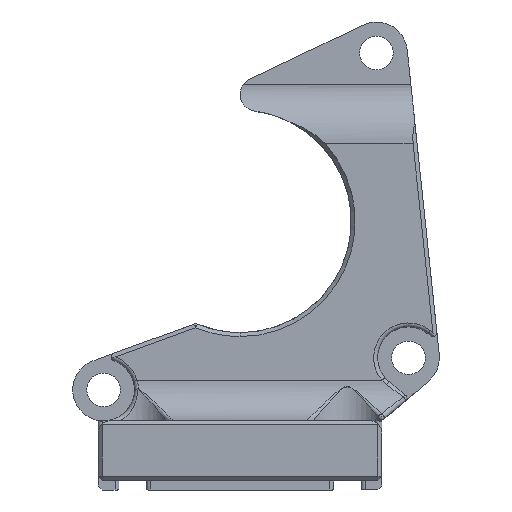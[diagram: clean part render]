
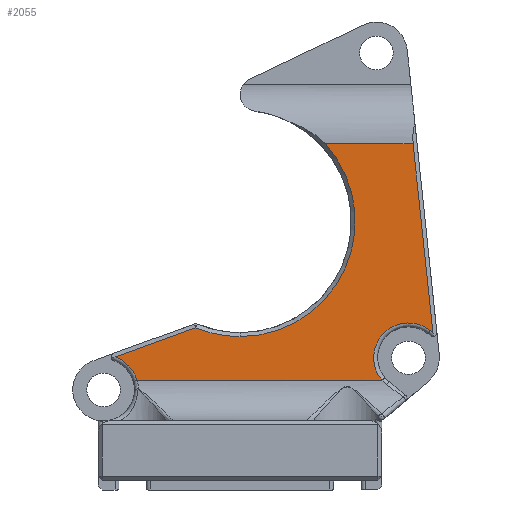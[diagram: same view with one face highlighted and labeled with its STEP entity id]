
A CAD part, front view. The second image highlights one B-rep face of the part: STEP entity #2055.
In plain terms, the highlighted face is planar.
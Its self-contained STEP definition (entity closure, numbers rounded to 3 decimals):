
#58 = CARTESIAN_POINT ( 'NONE',  ( 0., 8.51, 10.25 ) ) ;
#99 = CARTESIAN_POINT ( 'NONE',  ( 8.617, 28., 10.25 ) ) ;
#126 = ORIENTED_EDGE ( 'NONE', *, *, #2899, .T. ) ;
#157 = DIRECTION ( 'NONE',  ( 0., 0., -1. ) ) ;
#214 = ORIENTED_EDGE ( 'NONE', *, *, #4681, .T. ) ;
#288 = DIRECTION ( 'NONE',  ( 0., 0., 1. ) ) ;
#307 = ORIENTED_EDGE ( 'NONE', *, *, #768, .T. ) ;
#370 = DIRECTION ( 'NONE',  ( 0., -1., 0. ) ) ;
#517 = CARTESIAN_POINT ( 'NONE',  ( 0., 20.16, 10.25 ) ) ;
#591 = DIRECTION ( 'NONE',  ( -0.94, -0.342, 0. ) ) ;
#640 = LINE ( 'NONE', #2177, #4087 ) ;
#665 = VERTEX_POINT ( 'NONE', #1924 ) ;
#695 = VERTEX_POINT ( 'NONE', #922 ) ;
#734 = AXIS2_PLACEMENT_3D ( 'NONE', #2103, #288, #2520 ) ;
#768 = EDGE_CURVE ( 'NONE', #934, #4738, #3296, .T. ) ;
#922 = CARTESIAN_POINT ( 'NONE',  ( 17.501, 28., 10.25 ) ) ;
#934 = VERTEX_POINT ( 'NONE', #99 ) ;
#1105 = CARTESIAN_POINT ( 'NONE',  ( 19.254, 9.105, 10.25 ) ) ;
#1201 = VERTEX_POINT ( 'NONE', #1720 ) ;
#1459 = EDGE_CURVE ( 'NONE', #4738, #1201, #3373, .T. ) ;
#1493 = EDGE_CURVE ( 'NONE', #1955, #3363, #2964, .T. ) ;
#1515 = DIRECTION ( 'NONE',  ( 0., -1., 0. ) ) ;
#1543 = DIRECTION ( 'NONE',  ( 0., 0., -1. ) ) ;
#1652 = LINE ( 'NONE', #3886, #2588 ) ;
#1659 = ORIENTED_EDGE ( 'NONE', *, *, #4833, .F. ) ;
#1720 = CARTESIAN_POINT ( 'NONE',  ( -4.492, 9.411, 10.25 ) ) ;
#1759 = ORIENTED_EDGE ( 'NONE', *, *, #1493, .T. ) ;
#1789 = LINE ( 'NONE', #3710, #3923 ) ;
#1812 = LINE ( 'NONE', #4783, #3913 ) ;
#1877 = CIRCLE ( 'NONE', #4399, 3.525 ) ;
#1924 = CARTESIAN_POINT ( 'NONE',  ( 19.509, 8.898, 10.25 ) ) ;
#1955 = VERTEX_POINT ( 'NONE', #2023 ) ;
#2014 = CARTESIAN_POINT ( 'NONE',  ( 14.349, 4.083, 10.25 ) ) ;
#2023 = CARTESIAN_POINT ( 'NONE',  ( -12.626, 6.45, 10.25 ) ) ;
#2055 = ADVANCED_FACE ( 'NONE', ( #2425 ), #3576, .T. ) ;
#2091 = AXIS2_PLACEMENT_3D ( 'NONE', #2268, #3702, #4513 ) ;
#2103 = CARTESIAN_POINT ( 'NONE',  ( -16.92, 0., 10.25 ) ) ;
#2177 = CARTESIAN_POINT ( 'NONE',  ( -12.626, 6.45, 10.25 ) ) ;
#2178 = CARTESIAN_POINT ( 'NONE',  ( -16.92, 28., 10.25 ) ) ;
#2267 = CARTESIAN_POINT ( 'NONE',  ( -10.403, 4.083, 10.25 ) ) ;
#2268 = CARTESIAN_POINT ( 'NONE',  ( -13.795, 3.125, 10.25 ) ) ;
#2425 = FACE_OUTER_BOUND ( 'NONE', #4020, .T. ) ;
#2520 = DIRECTION ( 'NONE',  ( 0., -1., 0. ) ) ;
#2588 = VECTOR ( 'NONE', #3541, 1000. ) ;
#2634 = AXIS2_PLACEMENT_3D ( 'NONE', #3432, #4900, #3044 ) ;
#2821 = VECTOR ( 'NONE', #3688, 1000. ) ;
#2878 = AXIS2_PLACEMENT_3D ( 'NONE', #517, #157, #370 ) ;
#2899 = EDGE_CURVE ( 'NONE', #665, #695, #1812, .T. ) ;
#2912 = DIRECTION ( 'NONE',  ( 1., 0., 0. ) ) ;
#2964 = CIRCLE ( 'NONE', #2091, 3.525 ) ;
#3044 = DIRECTION ( 'NONE',  ( 0., -1., 0. ) ) ;
#3089 = CARTESIAN_POINT ( 'NONE',  ( 17.035, 6.365, 10.25 ) ) ;
#3296 = CIRCLE ( 'NONE', #2878, 11.65 ) ;
#3363 = VERTEX_POINT ( 'NONE', #2267 ) ;
#3373 = CIRCLE ( 'NONE', #2634, 11.65 ) ;
#3432 = CARTESIAN_POINT ( 'NONE',  ( 0., 20.16, 10.25 ) ) ;
#3541 = DIRECTION ( 'NONE',  ( 0.777, -0.629, 0. ) ) ;
#3576 = PLANE ( 'NONE',  #734 ) ;
#3679 = VERTEX_POINT ( 'NONE', #2014 ) ;
#3683 = ORIENTED_EDGE ( 'NONE', *, *, #4013, .T. ) ;
#3688 = DIRECTION ( 'NONE',  ( 1., 0., 0. ) ) ;
#3702 = DIRECTION ( 'NONE',  ( 0., 0., -1. ) ) ;
#3710 = CARTESIAN_POINT ( 'NONE',  ( -16.92, 4.083, 10.25 ) ) ;
#3767 = ORIENTED_EDGE ( 'NONE', *, *, #3827, .T. ) ;
#3781 = LINE ( 'NONE', #2178, #2821 ) ;
#3827 = EDGE_CURVE ( 'NONE', #1201, #1955, #640, .T. ) ;
#3886 = CARTESIAN_POINT ( 'NONE',  ( 1.859, 23.19, 10.25 ) ) ;
#3913 = VECTOR ( 'NONE', #4435, 1000. ) ;
#3923 = VECTOR ( 'NONE', #2912, 1000. ) ;
#4013 = EDGE_CURVE ( 'NONE', #4544, #665, #1652, .T. ) ;
#4020 = EDGE_LOOP ( 'NONE', ( #126, #1659, #307, #4342, #3767, #1759, #4715, #214, #3683 ) ) ;
#4087 = VECTOR ( 'NONE', #591, 1000. ) ;
#4342 = ORIENTED_EDGE ( 'NONE', *, *, #1459, .T. ) ;
#4399 = AXIS2_PLACEMENT_3D ( 'NONE', #3089, #1543, #1515 ) ;
#4435 = DIRECTION ( 'NONE',  ( -0.105, 0.995, 0. ) ) ;
#4446 = EDGE_CURVE ( 'NONE', #3363, #3679, #1789, .T. ) ;
#4513 = DIRECTION ( 'NONE',  ( 0., -1., 0. ) ) ;
#4544 = VERTEX_POINT ( 'NONE', #1105 ) ;
#4681 = EDGE_CURVE ( 'NONE', #3679, #4544, #1877, .T. ) ;
#4715 = ORIENTED_EDGE ( 'NONE', *, *, #4446, .T. ) ;
#4738 = VERTEX_POINT ( 'NONE', #58 ) ;
#4783 = CARTESIAN_POINT ( 'NONE',  ( 16.739, 35.257, 10.25 ) ) ;
#4833 = EDGE_CURVE ( 'NONE', #934, #695, #3781, .T. ) ;
#4900 = DIRECTION ( 'NONE',  ( 0., 0., -1. ) ) ;
